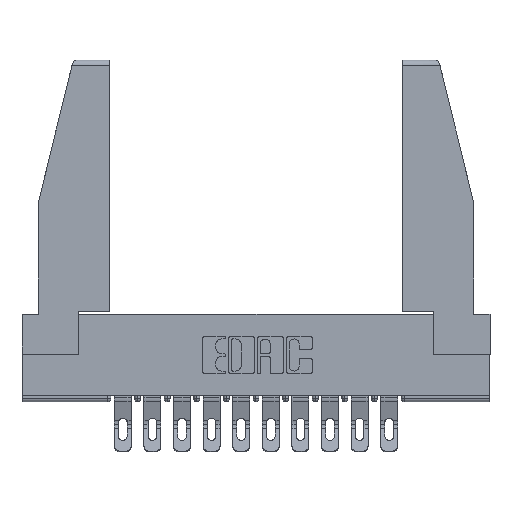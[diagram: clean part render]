
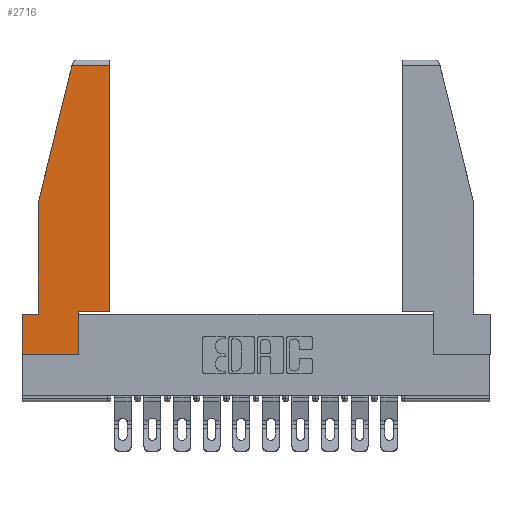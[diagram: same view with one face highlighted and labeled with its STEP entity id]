
A CAD part, top view. The second image highlights one B-rep face of the part: STEP entity #2716.
In plain terms, the highlighted planar face has unit normal (0, 0, 1).
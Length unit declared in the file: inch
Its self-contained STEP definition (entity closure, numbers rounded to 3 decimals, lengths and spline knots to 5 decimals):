
#50 = VERTEX_POINT ( 'NONE', #15585 ) ;
#99 = CARTESIAN_POINT ( 'NONE',  ( 0., 0.21, 0. ) ) ;
#277 = CARTESIAN_POINT ( 'NONE',  ( 0.2636, 1.52, 0. ) ) ;
#378 = CARTESIAN_POINT ( 'NONE',  ( 0.086, 0.21, 0. ) ) ;
#980 = EDGE_CURVE ( 'NONE', #17278, #3603, #2041, .T. ) ;
#1159 = EDGE_CURVE ( 'NONE', #1548, #5636, #17026, .T. ) ;
#1454 = LINE ( 'NONE', #10936, #10455 ) ;
#1516 = DIRECTION ( 'NONE',  ( 1., 0., 0. ) ) ;
#1548 = VERTEX_POINT ( 'NONE', #9088 ) ;
#1663 = LINE ( 'NONE', #13965, #13225 ) ;
#1858 = LINE ( 'NONE', #17173, #8707 ) ;
#2041 = LINE ( 'NONE', #10557, #2694 ) ;
#2323 = DIRECTION ( 'NONE',  ( 1., 0., 0. ) ) ;
#2347 = ORIENTED_EDGE ( 'NONE', *, *, #12144, .T. ) ;
#2375 = CARTESIAN_POINT ( 'NONE',  ( 0.297, 0.223, 0. ) ) ;
#2493 = DIRECTION ( 'NONE',  ( 0., 0., 1. ) ) ;
#2694 = VECTOR ( 'NONE', #10792, 39.37008 ) ;
#2716 = ADVANCED_FACE ( 'NONE', ( #13334 ), #16057, .T. ) ;
#3355 = DIRECTION ( 'NONE',  ( 0., -1., 0. ) ) ;
#3588 = ORIENTED_EDGE ( 'NONE', *, *, #1159, .T. ) ;
#3596 = ORIENTED_EDGE ( 'NONE', *, *, #980, .T. ) ;
#3603 = VERTEX_POINT ( 'NONE', #7995 ) ;
#3724 = CARTESIAN_POINT ( 'NONE',  ( 0., 0., 0. ) ) ;
#4428 = DIRECTION ( 'NONE',  ( -0.239, -0.971, 0. ) ) ;
#5471 = CARTESIAN_POINT ( 'NONE',  ( 0., 0.21, 0. ) ) ;
#5538 = AXIS2_PLACEMENT_3D ( 'NONE', #17462, #2493, #1516 ) ;
#5636 = VERTEX_POINT ( 'NONE', #5704 ) ;
#5704 = CARTESIAN_POINT ( 'NONE',  ( 0.297, 0.223, 0. ) ) ;
#5864 = EDGE_CURVE ( 'NONE', #3603, #9561, #1454, .T. ) ;
#6024 = VERTEX_POINT ( 'NONE', #378 ) ;
#6178 = EDGE_CURVE ( 'NONE', #6024, #15399, #16856, .T. ) ;
#6267 = EDGE_CURVE ( 'NONE', #9561, #50, #1663, .T. ) ;
#6770 = DIRECTION ( 'NONE',  ( 0., 1., 0. ) ) ;
#6879 = DIRECTION ( 'NONE',  ( -1., 0., 0. ) ) ;
#6961 = VECTOR ( 'NONE', #6770, 39.37008 ) ;
#7087 = VECTOR ( 'NONE', #11322, 39.37008 ) ;
#7322 = CARTESIAN_POINT ( 'NONE',  ( 0., 0., 0. ) ) ;
#7995 = CARTESIAN_POINT ( 'NONE',  ( 0.461, 1.52, 0. ) ) ;
#8067 = LINE ( 'NONE', #2375, #14895 ) ;
#8548 = VECTOR ( 'NONE', #3355, 39.37008 ) ;
#8707 = VECTOR ( 'NONE', #15707, 39.37008 ) ;
#8941 = VECTOR ( 'NONE', #9135, 39.37008 ) ;
#9088 = CARTESIAN_POINT ( 'NONE',  ( 0.297, 0., 0. ) ) ;
#9135 = DIRECTION ( 'NONE',  ( -1., 0., 0. ) ) ;
#9242 = LINE ( 'NONE', #7322, #7087 ) ;
#9447 = ORIENTED_EDGE ( 'NONE', *, *, #6178, .T. ) ;
#9561 = VERTEX_POINT ( 'NONE', #277 ) ;
#9658 = CARTESIAN_POINT ( 'NONE',  ( 0., 0.21, 0. ) ) ;
#10202 = EDGE_LOOP ( 'NONE', ( #3596, #16894, #17244, #15036, #9447, #12754, #10890, #3588, #2347 ) ) ;
#10455 = VECTOR ( 'NONE', #6879, 39.37008 ) ;
#10557 = CARTESIAN_POINT ( 'NONE',  ( 0.461, 0.223, 0. ) ) ;
#10792 = DIRECTION ( 'NONE',  ( 0., 1., 0. ) ) ;
#10890 = ORIENTED_EDGE ( 'NONE', *, *, #15440, .T. ) ;
#10936 = CARTESIAN_POINT ( 'NONE',  ( 0., 1.52, 0. ) ) ;
#11322 = DIRECTION ( 'NONE',  ( 1., 0., 0. ) ) ;
#11501 = VERTEX_POINT ( 'NONE', #3724 ) ;
#12144 = EDGE_CURVE ( 'NONE', #5636, #17278, #8067, .T. ) ;
#12754 = ORIENTED_EDGE ( 'NONE', *, *, #16379, .T. ) ;
#13225 = VECTOR ( 'NONE', #4428, 39.37008 ) ;
#13265 = LINE ( 'NONE', #9658, #8548 ) ;
#13334 = FACE_OUTER_BOUND ( 'NONE', #10202, .T. ) ;
#13965 = CARTESIAN_POINT ( 'NONE',  ( 0.271, 1.55, 0. ) ) ;
#14895 = VECTOR ( 'NONE', #2323, 39.37008 ) ;
#15036 = ORIENTED_EDGE ( 'NONE', *, *, #17592, .T. ) ;
#15399 = VERTEX_POINT ( 'NONE', #99 ) ;
#15440 = EDGE_CURVE ( 'NONE', #11501, #1548, #9242, .T. ) ;
#15585 = CARTESIAN_POINT ( 'NONE',  ( 0.086, 0.8, 0. ) ) ;
#15707 = DIRECTION ( 'NONE',  ( 0., -1., 0. ) ) ;
#16057 = PLANE ( 'NONE',  #5538 ) ;
#16217 = CARTESIAN_POINT ( 'NONE',  ( 0.297, 0., 0. ) ) ;
#16379 = EDGE_CURVE ( 'NONE', #15399, #11501, #13265, .T. ) ;
#16856 = LINE ( 'NONE', #5471, #8941 ) ;
#16894 = ORIENTED_EDGE ( 'NONE', *, *, #5864, .T. ) ;
#17026 = LINE ( 'NONE', #16217, #6961 ) ;
#17173 = CARTESIAN_POINT ( 'NONE',  ( 0.086, 0.8, 0. ) ) ;
#17244 = ORIENTED_EDGE ( 'NONE', *, *, #6267, .T. ) ;
#17278 = VERTEX_POINT ( 'NONE', #17539 ) ;
#17462 = CARTESIAN_POINT ( 'NONE',  ( 0., 0., 0. ) ) ;
#17539 = CARTESIAN_POINT ( 'NONE',  ( 0.461, 0.223, 0. ) ) ;
#17592 = EDGE_CURVE ( 'NONE', #50, #6024, #1858, .T. ) ;
